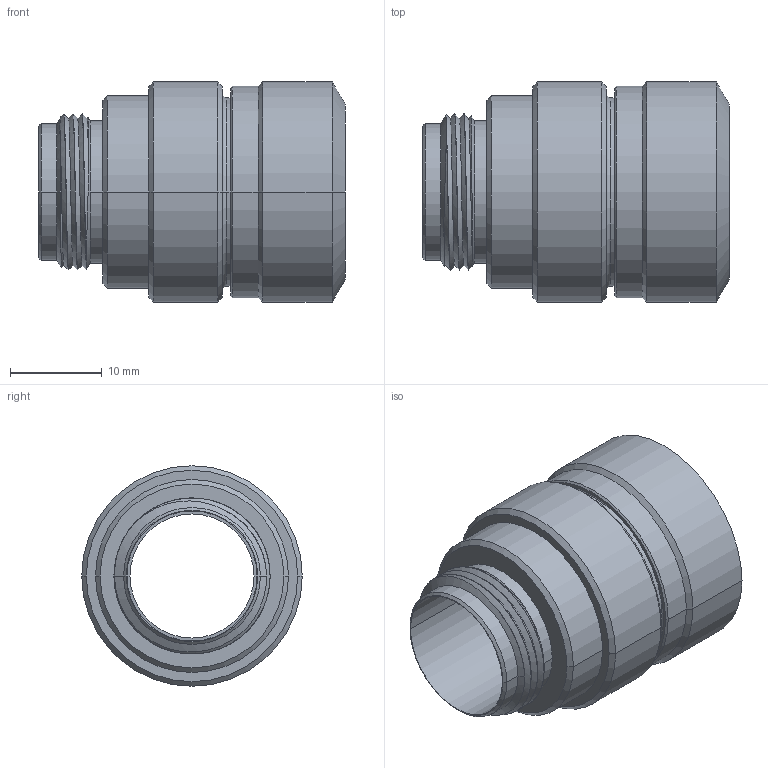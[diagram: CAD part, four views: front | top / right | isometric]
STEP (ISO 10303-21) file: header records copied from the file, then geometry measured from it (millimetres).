
FILE_DESCRIPTION((''),'2;1');
FILE_NAME('13301PEM','2018-07-12T07:39:54',('cgregory'),('NET AG system integration'),'CREO PARAMETRIC BY PTC INC, 2017260','CREO PARAMETRIC BY PTC INC, 2017260','');
FILE_SCHEMA(('AUTOMOTIVE_DESIGN { 1 0 10303 214 1 1 1 1 }'));
Length unit declared in the file: millimetre
Products named in the file (1): 13301PEM
Bounding box: 33.4 x 24 x 24 mm (x, y, z)
Volume: 5964.1 mm3; surface area: 5802.4 mm2
Topology: 1 solids, 1 shells, 96 faces, 222 edges, 133 vertices
Faces by surface type: cylinder 35, cone 32, bspline 13, plane 12, torus 4
Entity records: 7900 total; most frequent: CARTESIAN_POINT 5267, ORIENTED_EDGE 444, DIRECTION 426, EDGE_CURVE 222, AXIS2_PLACEMENT_3D 172, VERTEX_POINT 133, EDGE_LOOP 105, FACE_OUTER_BOUND 96
